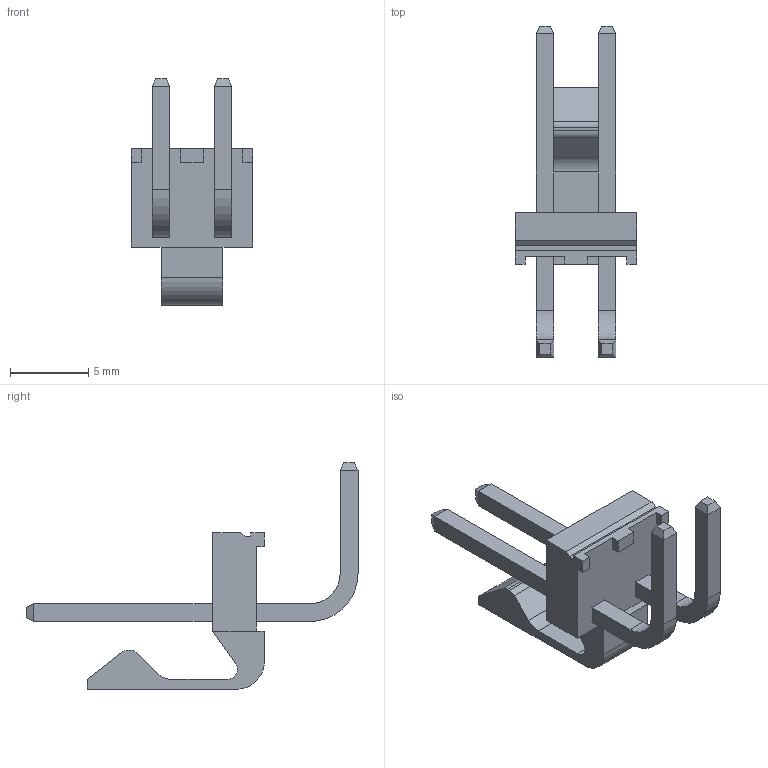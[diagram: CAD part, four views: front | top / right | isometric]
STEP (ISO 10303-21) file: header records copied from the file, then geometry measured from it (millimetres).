
FILE_DESCRIPTION (( 'STEP AP214' ), '1' );
FILE_NAME ('KK 41792 26-61-5020.STEP', '2015-03-25T23:13:27', ( '' ), ( '' ), 'SwSTEP 2.0', 'SolidWorks 2013', '' );
FILE_SCHEMA (( 'AUTOMOTIVE_DESIGN' ));
Length unit declared in the file: millimetre
Products named in the file (1): KK 41792  26-61-5020
Bounding box: 7.77 x 21.22 x 14.47 mm (x, y, z)
Volume: 279.3 mm3; surface area: 615.7 mm2
Topology: 3 solids, 3 shells, 81 faces, 205 edges, 130 vertices
Faces by surface type: plane 72, cylinder 9
Entity records: 2439 total; most frequent: CARTESIAN_POINT 417, ORIENTED_EDGE 410, DIRECTION 387, EDGE_CURVE 205, LINE 187, VECTOR 187, VERTEX_POINT 130, AXIS2_PLACEMENT_3D 100
